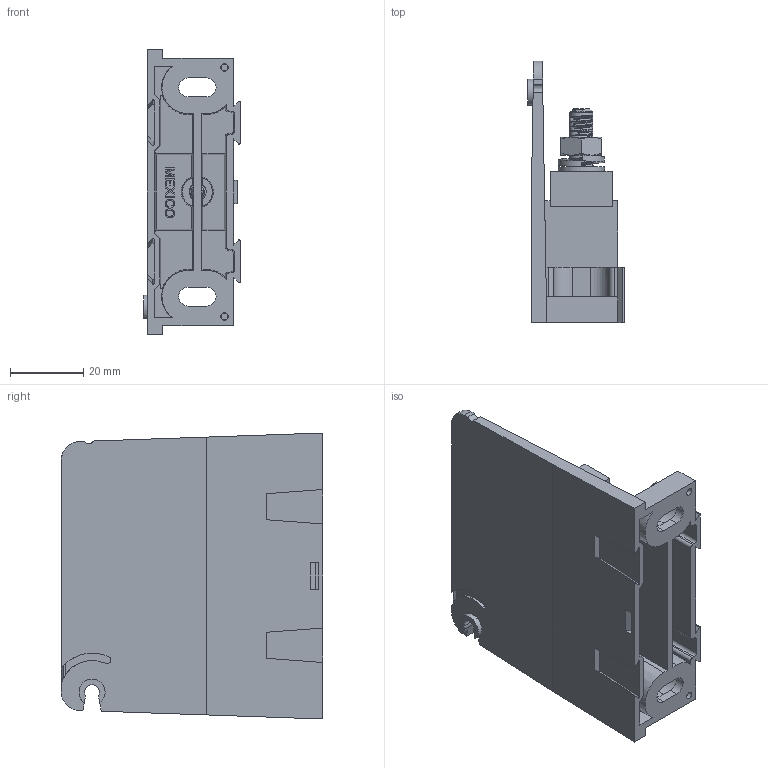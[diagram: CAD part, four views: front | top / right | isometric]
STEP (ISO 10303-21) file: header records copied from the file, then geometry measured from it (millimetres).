
FILE_DESCRIPTION (( 'STEP AP214' ), '1' );
FILE_NAME ('701961rev-ADDER.STEP', '2013-12-13T18:40:11', ( '' ), ( '' ), 'SwSTEP 2.0', 'SolidWorks 2013', '' );
FILE_SCHEMA (( 'AUTOMOTIVE_DESIGN' ));
Length unit declared in the file: inch
Products named in the file (12): 701961rev-ADDER; 701961rev-ADDER_1_10; 701961rev-ADDER_1; 701961rev-ADDER_1_5; 701961rev-ADDER_1_9; 701961rev-ADDER_1_11; 701961rev-ADDER_1_7; 701961rev-ADDER_1_4; 701961rev-ADDER_1_2; 701961rev-ADDER_1_3; 701961rev-ADDER_1_8; 701961rev-ADDER_1_6
Assembly tree (11 placements, depth 2):
  701961rev-ADDER
    701961rev-ADDER_1_10
    701961rev-ADDER_1
    701961rev-ADDER_1_5
    701961rev-ADDER_1_9
    701961rev-ADDER_1_11
    701961rev-ADDER_1_7
    701961rev-ADDER_1_4
    701961rev-ADDER_1_2
    701961rev-ADDER_1_3
    701961rev-ADDER_1_8
    701961rev-ADDER_1_6
Bounding box: 26.29 x 71.37 x 78.11 mm (x, y, z)
Surface area: 39355.4 mm2 (no closed solid volume)
Topology: 0 solids, 12 shells, 433 faces, 1263 edges, 849 vertices
Faces by surface type: plane 221, cylinder 80, bspline 69, cone 63
Full cylindrical faces by diameter (mm): 3.658 x1, 5.41 x1, 6.35 x10, 6.528 x2, 7.137 x2, 8.179 x1, 9.398 x2, 12.7 x2
Entity records: 44647 total; most frequent: CARTESIAN_POINT 29247, ORIENTED_EDGE 2145, DIRECTION 1629, EDGE_CURVE 1114, VERTEX_POINT 775, LINE 589, VECTOR 589, AXIS2_PLACEMENT_3D 520
